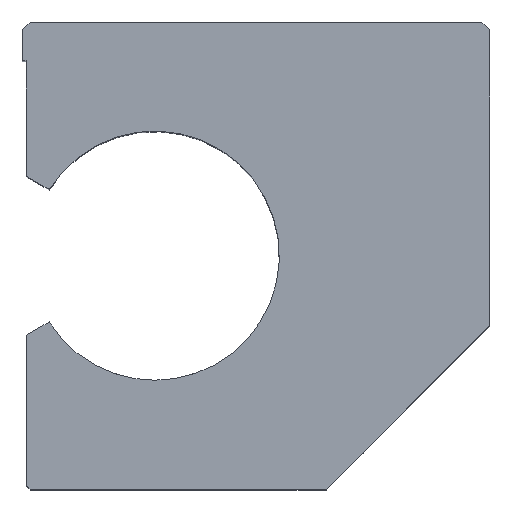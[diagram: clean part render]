
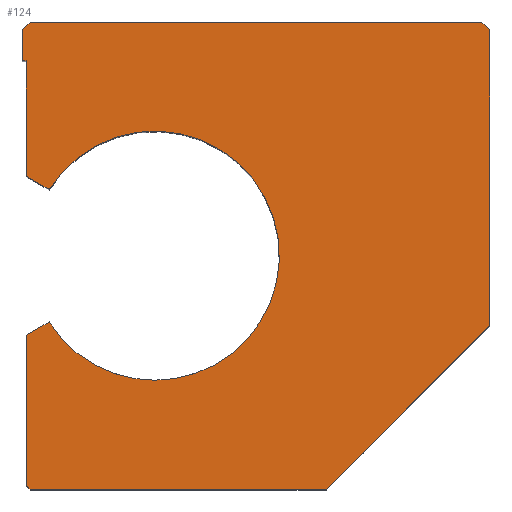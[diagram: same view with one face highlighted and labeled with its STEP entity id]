
A CAD part, top view. The second image highlights one B-rep face of the part: STEP entity #124.
In plain terms, the highlighted planar face has unit normal (0, 0, 1).
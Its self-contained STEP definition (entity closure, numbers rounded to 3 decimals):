
#124 = ADVANCED_FACE( '', ( #237 ), #238, .T. );
#237 = FACE_OUTER_BOUND( '', #351, .T. );
#238 = PLANE( '', #352 );
#351 = EDGE_LOOP( '', ( #726, #727, #728, #729, #730, #731, #732, #733, #734, #735, #736, #737, #738, #739, #740 ) );
#352 = AXIS2_PLACEMENT_3D( '', #741, #742, #743 );
#726 = ORIENTED_EDGE( '', *, *, #852, .F. );
#727 = ORIENTED_EDGE( '', *, *, #887, .F. );
#728 = ORIENTED_EDGE( '', *, *, #884, .F. );
#729 = ORIENTED_EDGE( '', *, *, #881, .F. );
#730 = ORIENTED_EDGE( '', *, *, #878, .F. );
#731 = ORIENTED_EDGE( '', *, *, #763, .F. );
#732 = ORIENTED_EDGE( '', *, *, #877, .F. );
#733 = ORIENTED_EDGE( '', *, *, #873, .F. );
#734 = ORIENTED_EDGE( '', *, *, #870, .F. );
#735 = ORIENTED_EDGE( '', *, *, #867, .F. );
#736 = ORIENTED_EDGE( '', *, *, #864, .F. );
#737 = ORIENTED_EDGE( '', *, *, #834, .F. );
#738 = ORIENTED_EDGE( '', *, *, #862, .F. );
#739 = ORIENTED_EDGE( '', *, *, #859, .F. );
#740 = ORIENTED_EDGE( '', *, *, #856, .F. );
#741 = CARTESIAN_POINT( '', ( 0., 0., 54. ) );
#742 = DIRECTION( '', ( 0., 0., 1. ) );
#743 = DIRECTION( '', ( 1., 0., 0. ) );
#763 = EDGE_CURVE( '', #889, #892, #893, .T. );
#834 = EDGE_CURVE( '', #1018, #1020, #1021, .T. );
#852 = EDGE_CURVE( '', #1039, #1040, #1041, .T. );
#856 = EDGE_CURVE( '', #1040, #1047, #1048, .T. );
#859 = EDGE_CURVE( '', #1047, #1052, #1053, .T. );
#862 = EDGE_CURVE( '', #1052, #1018, #1057, .T. );
#864 = EDGE_CURVE( '', #1020, #1059, #1060, .T. );
#867 = EDGE_CURVE( '', #1059, #1064, #1065, .T. );
#870 = EDGE_CURVE( '', #1064, #1069, #1070, .T. );
#873 = EDGE_CURVE( '', #1069, #1074, #1075, .T. );
#877 = EDGE_CURVE( '', #1074, #889, #1080, .T. );
#878 = EDGE_CURVE( '', #892, #1081, #1082, .T. );
#881 = EDGE_CURVE( '', #1081, #1086, #1087, .T. );
#884 = EDGE_CURVE( '', #1086, #1091, #1092, .T. );
#887 = EDGE_CURVE( '', #1091, #1039, #1096, .T. );
#889 = VERTEX_POINT( '', #1098 );
#892 = VERTEX_POINT( '', #1102 );
#893 = CIRCLE( '', #1103, 16. );
#1018 = VERTEX_POINT( '', #1327 );
#1020 = VERTEX_POINT( '', #1330 );
#1021 = LINE( '', #1331, #1332 );
#1039 = VERTEX_POINT( '', #1384 );
#1040 = VERTEX_POINT( '', #1385 );
#1041 = LINE( '', #1386, #1387 );
#1047 = VERTEX_POINT( '', #1396 );
#1048 = LINE( '', #1397, #1398 );
#1052 = VERTEX_POINT( '', #1404 );
#1053 = LINE( '', #1405, #1406 );
#1057 = LINE( '', #1412, #1413 );
#1059 = VERTEX_POINT( '', #1416 );
#1060 = LINE( '', #1417, #1418 );
#1064 = VERTEX_POINT( '', #1424 );
#1065 = LINE( '', #1425, #1426 );
#1069 = VERTEX_POINT( '', #1432 );
#1070 = LINE( '', #1433, #1434 );
#1074 = VERTEX_POINT( '', #1440 );
#1075 = LINE( '', #1441, #1442 );
#1080 = CIRCLE( '', #1449, 16. );
#1081 = VERTEX_POINT( '', #1450 );
#1082 = LINE( '', #1451, #1452 );
#1086 = VERTEX_POINT( '', #1458 );
#1087 = LINE( '', #1459, #1460 );
#1091 = VERTEX_POINT( '', #1466 );
#1092 = LINE( '', #1467, #1468 );
#1096 = LINE( '', #1474, #1475 );
#1098 = CARTESIAN_POINT( '', ( 0.555, 21.5, 54. ) );
#1102 = CARTESIAN_POINT( '', ( -26.555, 38.5, 54. ) );
#1103 = AXIS2_PLACEMENT_3D( '', #1479, #1480, #1481 );
#1327 = CARTESIAN_POINT( '', ( 30., 21., 54. ) );
#1330 = CARTESIAN_POINT( '', ( 9., 0., 54. ) );
#1331 = CARTESIAN_POINT( '', ( 9., 0., 54. ) );
#1332 = VECTOR( '', #1617, 1. );
#1384 = CARTESIAN_POINT( '', ( -30., 59., 54. ) );
#1385 = CARTESIAN_POINT( '', ( -29., 60., 54. ) );
#1386 = CARTESIAN_POINT( '', ( -29., 60., 54. ) );
#1387 = VECTOR( '', #1664, 1. );
#1396 = CARTESIAN_POINT( '', ( 29., 60., 54. ) );
#1397 = CARTESIAN_POINT( '', ( 29., 60., 54. ) );
#1398 = VECTOR( '', #1668, 1. );
#1404 = CARTESIAN_POINT( '', ( 30., 59., 54. ) );
#1405 = CARTESIAN_POINT( '', ( 30., 59., 54. ) );
#1406 = VECTOR( '', #1671, 1. );
#1412 = CARTESIAN_POINT( '', ( 30., 21., 54. ) );
#1413 = VECTOR( '', #1674, 1. );
#1416 = CARTESIAN_POINT( '', ( -29., 0., 54. ) );
#1417 = CARTESIAN_POINT( '', ( -29., 0., 54. ) );
#1418 = VECTOR( '', #1676, 1. );
#1424 = CARTESIAN_POINT( '', ( -29.5, 0.5, 54. ) );
#1425 = CARTESIAN_POINT( '', ( -29.5, 0.5, 54. ) );
#1426 = VECTOR( '', #1679, 1. );
#1432 = CARTESIAN_POINT( '', ( -29.5, 19.8, 54. ) );
#1433 = CARTESIAN_POINT( '', ( -29.5, 19.8, 54. ) );
#1434 = VECTOR( '', #1682, 1. );
#1440 = CARTESIAN_POINT( '', ( -26.555, 21.5, 54. ) );
#1441 = CARTESIAN_POINT( '', ( -26.555, 21.5, 54. ) );
#1442 = VECTOR( '', #1685, 1. );
#1449 = AXIS2_PLACEMENT_3D( '', #1691, #1692, #1693 );
#1450 = CARTESIAN_POINT( '', ( -29.5, 40.2, 54. ) );
#1451 = CARTESIAN_POINT( '', ( -29.5, 40.2, 54. ) );
#1452 = VECTOR( '', #1694, 1. );
#1458 = CARTESIAN_POINT( '', ( -29.5, 55., 54. ) );
#1459 = CARTESIAN_POINT( '', ( -29.5, 55., 54. ) );
#1460 = VECTOR( '', #1697, 1. );
#1466 = CARTESIAN_POINT( '', ( -30., 55., 54. ) );
#1467 = CARTESIAN_POINT( '', ( -30., 55., 54. ) );
#1468 = VECTOR( '', #1700, 1. );
#1474 = CARTESIAN_POINT( '', ( -30., 59., 54. ) );
#1475 = VECTOR( '', #1703, 1. );
#1479 = CARTESIAN_POINT( '', ( -13., 30., 54. ) );
#1480 = DIRECTION( '', ( 0., 0., 1. ) );
#1481 = DIRECTION( '', ( -0.847, 0.531, 0. ) );
#1617 = DIRECTION( '', ( -0.707, -0.707, 0. ) );
#1664 = DIRECTION( '', ( 0.707, 0.707, 0. ) );
#1668 = DIRECTION( '', ( 1., 0., 0. ) );
#1671 = DIRECTION( '', ( 0.707, -0.707, 0. ) );
#1674 = DIRECTION( '', ( 0., -1., 0. ) );
#1676 = DIRECTION( '', ( -1., 0., 0. ) );
#1679 = DIRECTION( '', ( -0.707, 0.707, 0. ) );
#1682 = DIRECTION( '', ( 0., 1., 0. ) );
#1685 = DIRECTION( '', ( 0.866, 0.5, 0. ) );
#1691 = CARTESIAN_POINT( '', ( -13., 30., 54. ) );
#1692 = DIRECTION( '', ( 0., 0., 1. ) );
#1693 = DIRECTION( '', ( -0.847, 0.531, 0. ) );
#1694 = DIRECTION( '', ( -0.866, 0.5, 0. ) );
#1697 = DIRECTION( '', ( 0., 1., 0. ) );
#1700 = DIRECTION( '', ( -1., 0., 0. ) );
#1703 = DIRECTION( '', ( 0., 1., 0. ) );
